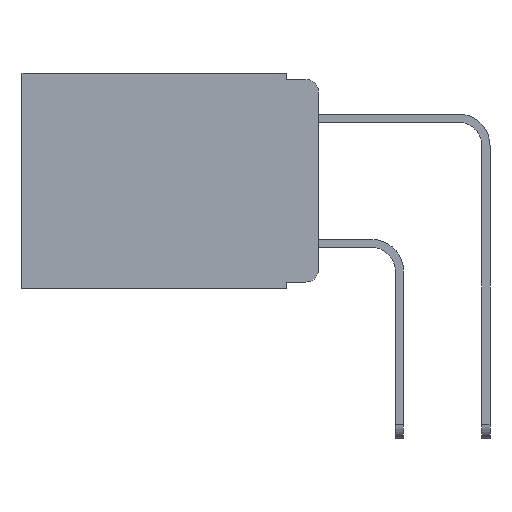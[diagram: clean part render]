
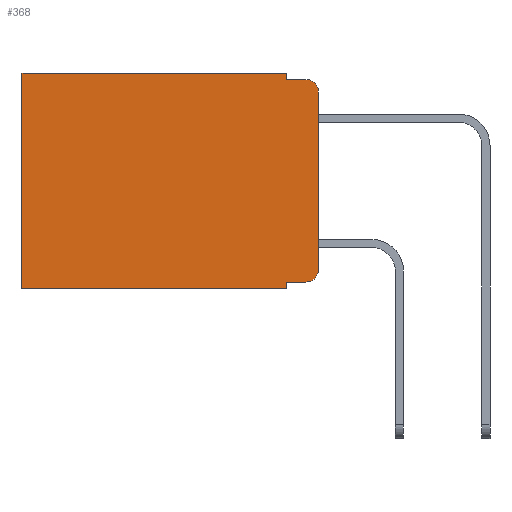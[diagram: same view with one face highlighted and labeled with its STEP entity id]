
A CAD part, left-side view. The second image highlights one B-rep face of the part: STEP entity #368.
In plain terms, the highlighted planar face has unit normal (-1, 0, 0).
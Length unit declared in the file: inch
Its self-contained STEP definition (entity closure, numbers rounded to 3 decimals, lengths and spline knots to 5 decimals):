
#24 = CARTESIAN_POINT ( 'NONE',  ( 0.298, 0., 0. ) ) ;
#199 = DIRECTION ( 'NONE',  ( 0., 0., -1. ) ) ;
#263 = LINE ( 'NONE', #5536, #8630 ) ;
#274 = LINE ( 'NONE', #1070, #3049 ) ;
#275 = DIRECTION ( 'NONE',  ( 0., 0., -1. ) ) ;
#368 = ADVANCED_FACE ( 'NONE', ( #9707 ), #2885, .F. ) ;
#441 = ORIENTED_EDGE ( 'NONE', *, *, #11658, .T. ) ;
#507 = CIRCLE ( 'NONE', #13484, 0.02 ) ;
#646 = EDGE_CURVE ( 'NONE', #11851, #3113, #12495, .T. ) ;
#710 = DIRECTION ( 'NONE',  ( 0., -1., 0. ) ) ;
#741 = CARTESIAN_POINT ( 'NONE',  ( 0.298, 0., 0. ) ) ;
#765 = EDGE_LOOP ( 'NONE', ( #11403, #8518, #10486, #3225, #441, #12104, #2369, #7055, #6759, #5047 ) ) ;
#784 = DIRECTION ( 'NONE',  ( 0., 0., -1. ) ) ;
#810 = LINE ( 'NONE', #10450, #10752 ) ;
#1070 = CARTESIAN_POINT ( 'NONE',  ( 0.298, 0.051, 0. ) ) ;
#1469 = EDGE_CURVE ( 'NONE', #9266, #11851, #11691, .T. ) ;
#1504 = LINE ( 'NONE', #24, #4486 ) ;
#1661 = EDGE_CURVE ( 'NONE', #1931, #4967, #12470, .T. ) ;
#1931 = VERTEX_POINT ( 'NONE', #4803 ) ;
#2247 = EDGE_CURVE ( 'NONE', #9266, #1931, #274, .T. ) ;
#2255 = VERTEX_POINT ( 'NONE', #12018 ) ;
#2369 = ORIENTED_EDGE ( 'NONE', *, *, #1661, .F. ) ;
#2752 = VERTEX_POINT ( 'NONE', #7754 ) ;
#2885 = PLANE ( 'NONE',  #11402 ) ;
#3031 = EDGE_CURVE ( 'NONE', #7314, #4967, #810, .T. ) ;
#3049 = VECTOR ( 'NONE', #784, 39.37008 ) ;
#3061 = CARTESIAN_POINT ( 'NONE',  ( 0.298, 0.051, -0.333 ) ) ;
#3113 = VERTEX_POINT ( 'NONE', #13413 ) ;
#3225 = ORIENTED_EDGE ( 'NONE', *, *, #3745, .F. ) ;
#3745 = EDGE_CURVE ( 'NONE', #7209, #2752, #12309, .T. ) ;
#4105 = CARTESIAN_POINT ( 'NONE',  ( 0.298, 0.473, -0.343 ) ) ;
#4300 = CARTESIAN_POINT ( 'NONE',  ( 0.298, 0.02, -0.313 ) ) ;
#4326 = DIRECTION ( 'NONE',  ( 0., 0., -1. ) ) ;
#4337 = VECTOR ( 'NONE', #11001, 39.37008 ) ;
#4486 = VECTOR ( 'NONE', #9779, 39.37008 ) ;
#4791 = VECTOR ( 'NONE', #7942, 39.37008 ) ;
#4803 = CARTESIAN_POINT ( 'NONE',  ( 0.298, 0.051, -0.343 ) ) ;
#4872 = CARTESIAN_POINT ( 'NONE',  ( 0.298, 0.02, -0.333 ) ) ;
#4967 = VERTEX_POINT ( 'NONE', #4105 ) ;
#5047 = ORIENTED_EDGE ( 'NONE', *, *, #646, .T. ) ;
#5293 = DIRECTION ( 'NONE',  ( 1., 0., 0. ) ) ;
#5413 = DIRECTION ( 'NONE',  ( -1., 0., 0. ) ) ;
#5460 = CARTESIAN_POINT ( 'NONE',  ( 0.298, 0.473, 0. ) ) ;
#5536 = CARTESIAN_POINT ( 'NONE',  ( 0.298, 0., 0. ) ) ;
#5880 = EDGE_CURVE ( 'NONE', #2752, #6100, #12919, .T. ) ;
#6100 = VERTEX_POINT ( 'NONE', #6477 ) ;
#6477 = CARTESIAN_POINT ( 'NONE',  ( 0.298, 0.02, -0.01 ) ) ;
#6759 = ORIENTED_EDGE ( 'NONE', *, *, #1469, .T. ) ;
#7055 = ORIENTED_EDGE ( 'NONE', *, *, #2247, .F. ) ;
#7209 = VERTEX_POINT ( 'NONE', #7372 ) ;
#7284 = EDGE_CURVE ( 'NONE', #2255, #6100, #507, .T. ) ;
#7304 = VECTOR ( 'NONE', #4326, 39.37008 ) ;
#7314 = VERTEX_POINT ( 'NONE', #5460 ) ;
#7372 = CARTESIAN_POINT ( 'NONE',  ( 0.298, 0.051, 0. ) ) ;
#7754 = CARTESIAN_POINT ( 'NONE',  ( 0.298, 0.051, -0.01 ) ) ;
#7942 = DIRECTION ( 'NONE',  ( 0., -1., 0. ) ) ;
#8518 = ORIENTED_EDGE ( 'NONE', *, *, #7284, .T. ) ;
#8630 = VECTOR ( 'NONE', #12669, 39.37008 ) ;
#8664 = EDGE_CURVE ( 'NONE', #2255, #3113, #1504, .T. ) ;
#9072 = VECTOR ( 'NONE', #710, 39.37008 ) ;
#9194 = AXIS2_PLACEMENT_3D ( 'NONE', #4300, #9548, #275 ) ;
#9266 = VERTEX_POINT ( 'NONE', #3061 ) ;
#9548 = DIRECTION ( 'NONE',  ( -1., 0., 0. ) ) ;
#9707 = FACE_OUTER_BOUND ( 'NONE', #765, .T. ) ;
#9779 = DIRECTION ( 'NONE',  ( 0., 0., -1. ) ) ;
#10431 = CARTESIAN_POINT ( 'NONE',  ( 0.298, 0.051, 0. ) ) ;
#10450 = CARTESIAN_POINT ( 'NONE',  ( 0.298, 0.473, 0. ) ) ;
#10486 = ORIENTED_EDGE ( 'NONE', *, *, #5880, .F. ) ;
#10731 = CARTESIAN_POINT ( 'NONE',  ( 0.298, 0.051, -0.333 ) ) ;
#10752 = VECTOR ( 'NONE', #199, 39.37008 ) ;
#11001 = DIRECTION ( 'NONE',  ( 0., 1., 0. ) ) ;
#11402 = AXIS2_PLACEMENT_3D ( 'NONE', #741, #5293, #13403 ) ;
#11403 = ORIENTED_EDGE ( 'NONE', *, *, #8664, .F. ) ;
#11522 = CARTESIAN_POINT ( 'NONE',  ( 0.298, 0.02, -0.03 ) ) ;
#11658 = EDGE_CURVE ( 'NONE', #7209, #7314, #263, .T. ) ;
#11691 = LINE ( 'NONE', #10731, #9072 ) ;
#11851 = VERTEX_POINT ( 'NONE', #4872 ) ;
#12018 = CARTESIAN_POINT ( 'NONE',  ( 0.298, 0., -0.03 ) ) ;
#12104 = ORIENTED_EDGE ( 'NONE', *, *, #3031, .T. ) ;
#12252 = CARTESIAN_POINT ( 'NONE',  ( 0.298, 0., -0.343 ) ) ;
#12309 = LINE ( 'NONE', #10431, #7304 ) ;
#12470 = LINE ( 'NONE', #12252, #4337 ) ;
#12495 = CIRCLE ( 'NONE', #9194, 0.02 ) ;
#12546 = DIRECTION ( 'NONE',  ( 0., 0., -1. ) ) ;
#12669 = DIRECTION ( 'NONE',  ( 0., 1., 0. ) ) ;
#12919 = LINE ( 'NONE', #12948, #4791 ) ;
#12948 = CARTESIAN_POINT ( 'NONE',  ( 0.298, 0.051, -0.01 ) ) ;
#13403 = DIRECTION ( 'NONE',  ( 0., 0., -1. ) ) ;
#13413 = CARTESIAN_POINT ( 'NONE',  ( 0.298, 0., -0.313 ) ) ;
#13484 = AXIS2_PLACEMENT_3D ( 'NONE', #11522, #5413, #12546 ) ;
